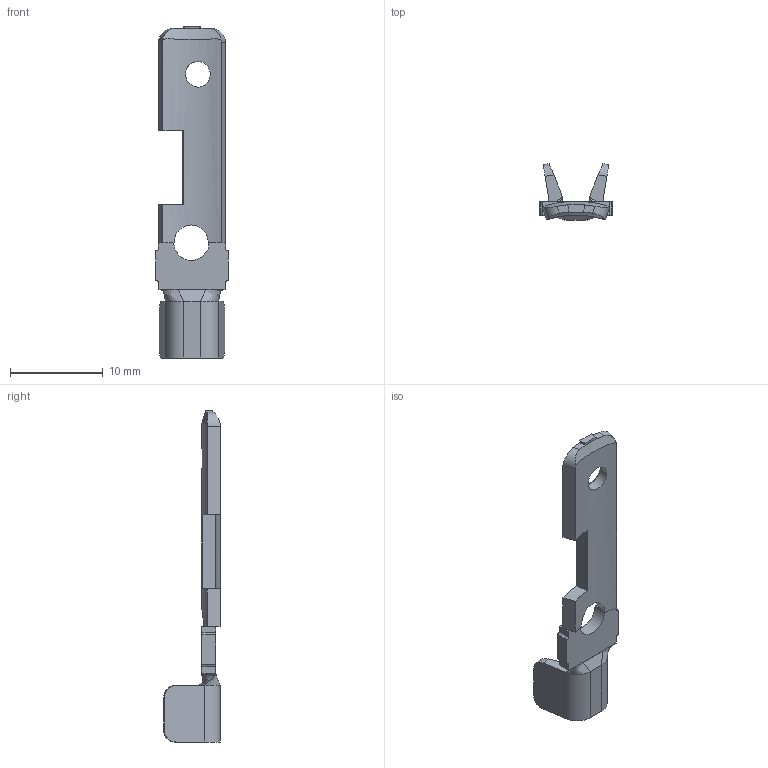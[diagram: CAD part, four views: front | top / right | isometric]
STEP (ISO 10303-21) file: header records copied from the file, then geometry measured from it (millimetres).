
FILE_DESCRIPTION (( 'STEP AP214' ), '1' );
FILE_NAME ('MALETLNRW.STEP', '2025-05-29T16:30:19', ( '' ), ( '' ), 'SwSTEP 2.0', 'SolidWorks 2022', '' );
FILE_SCHEMA (( 'AUTOMOTIVE_DESIGN' ));
Length unit declared in the file: inch
Products named in the file (1): MALETLNRW
Bounding box: 7.87 x 6.1 x 35.81 mm (x, y, z)
Volume: 350.1 mm3; surface area: 674.6 mm2
Topology: 1 solids, 1 shells, 190 faces, 464 edges, 266 vertices
Faces by surface type: plane 106, cylinder 37, bspline 27, cone 20
Entity records: 6421 total; most frequent: CARTESIAN_POINT 2233, ORIENTED_EDGE 912, DIRECTION 774, EDGE_CURVE 456, LINE 306, VECTOR 306, VERTEX_POINT 266, AXIS2_PLACEMENT_3D 234
